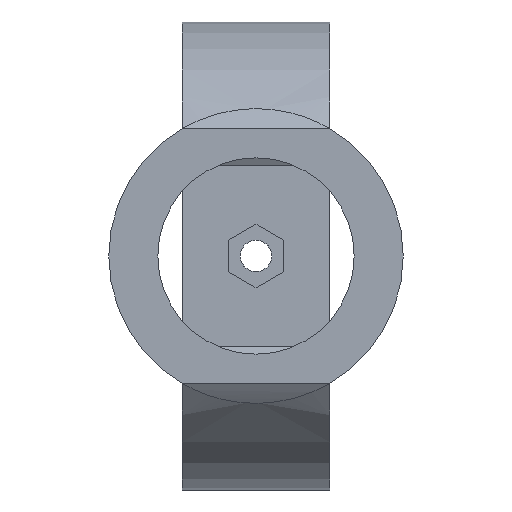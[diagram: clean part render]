
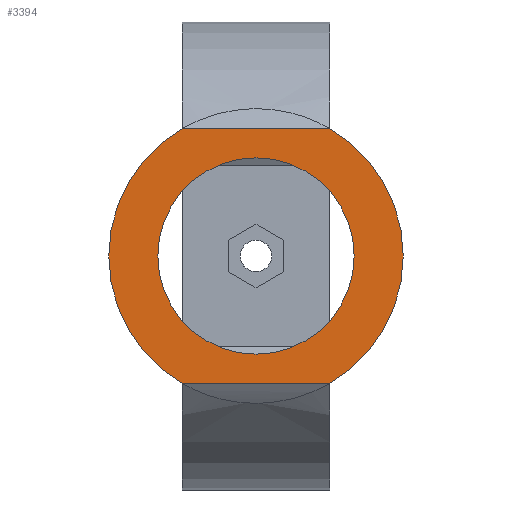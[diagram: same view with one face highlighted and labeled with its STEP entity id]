
A CAD part, left-side view. The second image highlights one B-rep face of the part: STEP entity #3394.
In plain terms, the highlighted planar face has unit normal (-1, 0, 0).
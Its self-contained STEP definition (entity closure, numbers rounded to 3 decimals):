
#22 = VERTEX_POINT('',#23);
#23 = CARTESIAN_POINT('',(-20.,7.5,-12.99));
#76 = CYLINDRICAL_SURFACE('',#77,15.);
#77 = AXIS2_PLACEMENT_3D('',#78,#79,#80);
#78 = CARTESIAN_POINT('',(-20.,0.,0.));
#79 = DIRECTION('',(1.,0.,0.));
#80 = DIRECTION('',(0.,1.,0.));
#514 = VERTEX_POINT('',#515);
#515 = CARTESIAN_POINT('',(-20.,7.5,12.99));
#529 = CYLINDRICAL_SURFACE('',#530,15.);
#530 = AXIS2_PLACEMENT_3D('',#531,#532,#533);
#531 = CARTESIAN_POINT('',(-20.,0.,0.)
  );
#532 = DIRECTION('',(1.,0.,0.));
#533 = DIRECTION('',(0.,1.,0.));
#575 = VERTEX_POINT('',#576);
#576 = CARTESIAN_POINT('',(-20.,-7.5,-12.99));
#628 = CYLINDRICAL_SURFACE('',#629,23.848);
#629 = AXIS2_PLACEMENT_3D('',#630,#631,#632);
#630 = CARTESIAN_POINT('',(0.,-7.5,0.));
#631 = DIRECTION('',(0.,-1.,0.));
#632 = DIRECTION('',(1.,0.,0.));
#1181 = VERTEX_POINT('',#1182);
#1182 = CARTESIAN_POINT('',(-20.,-7.5,12.99));
#1259 = CYLINDRICAL_SURFACE('',#1260,23.848);
#1260 = AXIS2_PLACEMENT_3D('',#1261,#1262,#1263);
#1261 = CARTESIAN_POINT('',(0.,-7.5,0.));
#1262 = DIRECTION('',(0.,-1.,0.));
#1263 = DIRECTION('',(1.,0.,0.));
#1355 = VERTEX_POINT('',#1356);
#1356 = CARTESIAN_POINT('',(-20.,15.,0.));
#1376 = EDGE_CURVE('',#1355,#514,#1377,.T.);
#1377 = SURFACE_CURVE('',#1378,(#1383,#1389),.PCURVE_S1.);
#1378 = CIRCLE('',#1379,15.);
#1379 = AXIS2_PLACEMENT_3D('',#1380,#1381,#1382);
#1380 = CARTESIAN_POINT('',(-20.,0.,0.)
  );
#1381 = DIRECTION('',(1.,0.,0.));
#1382 = DIRECTION('',(0.,1.,0.));
#1383 = PCURVE('',#529,#1384);
#1384 = DEFINITIONAL_REPRESENTATION('',(#1385),#1388);
#1385 = B_SPLINE_CURVE_WITH_KNOTS('',1,(#1386,#1387),.UNSPECIFIED.,.F.,
  .F.,(2,2),(0.,1.047),.PIECEWISE_BEZIER_KNOTS.);
#1386 = CARTESIAN_POINT('',(0.,0.));
#1387 = CARTESIAN_POINT('',(1.047,0.));
#1388 = ( GEOMETRIC_REPRESENTATION_CONTEXT(2) 
PARAMETRIC_REPRESENTATION_CONTEXT() REPRESENTATION_CONTEXT('2D SPACE',''
  ) );
#1389 = PCURVE('',#1390,#1395);
#1390 = PLANE('',#1391);
#1391 = AXIS2_PLACEMENT_3D('',#1392,#1393,#1394);
#1392 = CARTESIAN_POINT('',(-20.,0.,0.)
  );
#1393 = DIRECTION('',(1.,0.,0.));
#1394 = DIRECTION('',(0.,1.,0.));
#1395 = DEFINITIONAL_REPRESENTATION('',(#1396),#1400);
#1396 = CIRCLE('',#1397,15.);
#1397 = AXIS2_PLACEMENT_2D('',#1398,#1399);
#1398 = CARTESIAN_POINT('',(0.,0.));
#1399 = DIRECTION('',(1.,0.));
#1400 = ( GEOMETRIC_REPRESENTATION_CONTEXT(2) 
PARAMETRIC_REPRESENTATION_CONTEXT() REPRESENTATION_CONTEXT('2D SPACE',''
  ) );
#2952 = EDGE_CURVE('',#22,#1355,#2953,.T.);
#2953 = SURFACE_CURVE('',#2954,(#2959,#2965),.PCURVE_S1.);
#2954 = CIRCLE('',#2955,15.);
#2955 = AXIS2_PLACEMENT_3D('',#2956,#2957,#2958);
#2956 = CARTESIAN_POINT('',(-20.,0.,0.)
  );
#2957 = DIRECTION('',(1.,0.,0.));
#2958 = DIRECTION('',(0.,1.,0.));
#2959 = PCURVE('',#76,#2960);
#2960 = DEFINITIONAL_REPRESENTATION('',(#2961),#2964);
#2961 = B_SPLINE_CURVE_WITH_KNOTS('',1,(#2962,#2963),.UNSPECIFIED.,.F.,
  .F.,(2,2),(5.236,6.283),.PIECEWISE_BEZIER_KNOTS.);
#2962 = CARTESIAN_POINT('',(5.236,0.));
#2963 = CARTESIAN_POINT('',(6.283,0.));
#2964 = ( GEOMETRIC_REPRESENTATION_CONTEXT(2) 
PARAMETRIC_REPRESENTATION_CONTEXT() REPRESENTATION_CONTEXT('2D SPACE',''
  ) );
#2965 = PCURVE('',#1390,#2966);
#2966 = DEFINITIONAL_REPRESENTATION('',(#2967),#2971);
#2967 = CIRCLE('',#2968,15.);
#2968 = AXIS2_PLACEMENT_2D('',#2969,#2970);
#2969 = CARTESIAN_POINT('',(0.,0.));
#2970 = DIRECTION('',(1.,0.));
#2971 = ( GEOMETRIC_REPRESENTATION_CONTEXT(2) 
PARAMETRIC_REPRESENTATION_CONTEXT() REPRESENTATION_CONTEXT('2D SPACE',''
  ) );
#3000 = EDGE_CURVE('',#22,#575,#3001,.T.);
#3001 = SURFACE_CURVE('',#3002,(#3006,#3012),.PCURVE_S1.);
#3002 = LINE('',#3003,#3004);
#3003 = CARTESIAN_POINT('',(-20.,7.5,-12.99));
#3004 = VECTOR('',#3005,1.);
#3005 = DIRECTION('',(0.,-1.,0.));
#3006 = PCURVE('',#628,#3007);
#3007 = DEFINITIONAL_REPRESENTATION('',(#3008),#3011);
#3008 = B_SPLINE_CURVE_WITH_KNOTS('',1,(#3009,#3010),.UNSPECIFIED.,.F.,
  .F.,(2,2),(0.,15.),.PIECEWISE_BEZIER_KNOTS.);
#3009 = CARTESIAN_POINT('',(3.718,-15.));
#3010 = CARTESIAN_POINT('',(3.718,0.));
#3011 = ( GEOMETRIC_REPRESENTATION_CONTEXT(2) 
PARAMETRIC_REPRESENTATION_CONTEXT() REPRESENTATION_CONTEXT('2D SPACE',''
  ) );
#3012 = PCURVE('',#1390,#3013);
#3013 = DEFINITIONAL_REPRESENTATION('',(#3014),#3018);
#3014 = LINE('',#3015,#3016);
#3015 = CARTESIAN_POINT('',(7.5,-12.99));
#3016 = VECTOR('',#3017,1.);
#3017 = DIRECTION('',(-1.,0.));
#3018 = ( GEOMETRIC_REPRESENTATION_CONTEXT(2) 
PARAMETRIC_REPRESENTATION_CONTEXT() REPRESENTATION_CONTEXT('2D SPACE',''
  ) );
#3038 = CYLINDRICAL_SURFACE('',#3039,15.);
#3039 = AXIS2_PLACEMENT_3D('',#3040,#3041,#3042);
#3040 = CARTESIAN_POINT('',(-20.,0.,0.)
  );
#3041 = DIRECTION('',(1.,0.,0.));
#3042 = DIRECTION('',(0.,1.,0.));
#3318 = EDGE_CURVE('',#514,#1181,#3319,.T.);
#3319 = SURFACE_CURVE('',#3320,(#3324,#3330),.PCURVE_S1.);
#3320 = LINE('',#3321,#3322);
#3321 = CARTESIAN_POINT('',(-20.,7.5,12.99));
#3322 = VECTOR('',#3323,1.);
#3323 = DIRECTION('',(0.,-1.,0.));
#3324 = PCURVE('',#1259,#3325);
#3325 = DEFINITIONAL_REPRESENTATION('',(#3326),#3329);
#3326 = B_SPLINE_CURVE_WITH_KNOTS('',1,(#3327,#3328),.UNSPECIFIED.,.F.,
  .F.,(2,2),(0.,15.),.PIECEWISE_BEZIER_KNOTS.);
#3327 = CARTESIAN_POINT('',(2.566,-15.));
#3328 = CARTESIAN_POINT('',(2.566,0.));
#3329 = ( GEOMETRIC_REPRESENTATION_CONTEXT(2) 
PARAMETRIC_REPRESENTATION_CONTEXT() REPRESENTATION_CONTEXT('2D SPACE',''
  ) );
#3330 = PCURVE('',#1390,#3331);
#3331 = DEFINITIONAL_REPRESENTATION('',(#3332),#3336);
#3332 = LINE('',#3333,#3334);
#3333 = CARTESIAN_POINT('',(7.5,12.99));
#3334 = VECTOR('',#3335,1.);
#3335 = DIRECTION('',(-1.,0.));
#3336 = ( GEOMETRIC_REPRESENTATION_CONTEXT(2) 
PARAMETRIC_REPRESENTATION_CONTEXT() REPRESENTATION_CONTEXT('2D SPACE',''
  ) );
#3362 = CONICAL_SURFACE('',#3363,10.,0.709);
#3363 = AXIS2_PLACEMENT_3D('',#3364,#3365,#3366);
#3364 = CARTESIAN_POINT('',(-20.,0.,0.)
  );
#3365 = DIRECTION('',(1.,0.,0.));
#3366 = DIRECTION('',(0.,1.,0.));
#3394 = ADVANCED_FACE('',(#3395,#3422),#1390,.F.);
#3395 = FACE_BOUND('',#3396,.F.);
#3396 = EDGE_LOOP('',(#3397,#3398,#3399,#3400,#3421));
#3397 = ORIENTED_EDGE('',*,*,#2952,.T.);
#3398 = ORIENTED_EDGE('',*,*,#1376,.T.);
#3399 = ORIENTED_EDGE('',*,*,#3318,.T.);
#3400 = ORIENTED_EDGE('',*,*,#3401,.T.);
#3401 = EDGE_CURVE('',#1181,#575,#3402,.T.);
#3402 = SURFACE_CURVE('',#3403,(#3408,#3415),.PCURVE_S1.);
#3403 = CIRCLE('',#3404,15.);
#3404 = AXIS2_PLACEMENT_3D('',#3405,#3406,#3407);
#3405 = CARTESIAN_POINT('',(-20.,0.,0.)
  );
#3406 = DIRECTION('',(1.,0.,0.));
#3407 = DIRECTION('',(0.,1.,0.));
#3408 = PCURVE('',#1390,#3409);
#3409 = DEFINITIONAL_REPRESENTATION('',(#3410),#3414);
#3410 = CIRCLE('',#3411,15.);
#3411 = AXIS2_PLACEMENT_2D('',#3412,#3413);
#3412 = CARTESIAN_POINT('',(0.,0.));
#3413 = DIRECTION('',(1.,0.));
#3414 = ( GEOMETRIC_REPRESENTATION_CONTEXT(2) 
PARAMETRIC_REPRESENTATION_CONTEXT() REPRESENTATION_CONTEXT('2D SPACE',''
  ) );
#3415 = PCURVE('',#3038,#3416);
#3416 = DEFINITIONAL_REPRESENTATION('',(#3417),#3420);
#3417 = B_SPLINE_CURVE_WITH_KNOTS('',1,(#3418,#3419),.UNSPECIFIED.,.F.,
  .F.,(2,2),(2.094,4.189),.PIECEWISE_BEZIER_KNOTS.);
#3418 = CARTESIAN_POINT('',(2.094,0.));
#3419 = CARTESIAN_POINT('',(4.189,0.));
#3420 = ( GEOMETRIC_REPRESENTATION_CONTEXT(2) 
PARAMETRIC_REPRESENTATION_CONTEXT() REPRESENTATION_CONTEXT('2D SPACE',''
  ) );
#3421 = ORIENTED_EDGE('',*,*,#3000,.F.);
#3422 = FACE_BOUND('',#3423,.F.);
#3423 = EDGE_LOOP('',(#3424));
#3424 = ORIENTED_EDGE('',*,*,#3425,.F.);
#3425 = EDGE_CURVE('',#3426,#3426,#3428,.T.);
#3426 = VERTEX_POINT('',#3427);
#3427 = CARTESIAN_POINT('',(-20.,10.,0.));
#3428 = SURFACE_CURVE('',#3429,(#3434,#3441),.PCURVE_S1.);
#3429 = CIRCLE('',#3430,10.);
#3430 = AXIS2_PLACEMENT_3D('',#3431,#3432,#3433);
#3431 = CARTESIAN_POINT('',(-20.,0.,0.)
  );
#3432 = DIRECTION('',(1.,0.,0.));
#3433 = DIRECTION('',(0.,1.,0.));
#3434 = PCURVE('',#1390,#3435);
#3435 = DEFINITIONAL_REPRESENTATION('',(#3436),#3440);
#3436 = CIRCLE('',#3437,10.);
#3437 = AXIS2_PLACEMENT_2D('',#3438,#3439);
#3438 = CARTESIAN_POINT('',(0.,0.));
#3439 = DIRECTION('',(1.,0.));
#3440 = ( GEOMETRIC_REPRESENTATION_CONTEXT(2) 
PARAMETRIC_REPRESENTATION_CONTEXT() REPRESENTATION_CONTEXT('2D SPACE',''
  ) );
#3441 = PCURVE('',#3362,#3442);
#3442 = DEFINITIONAL_REPRESENTATION('',(#3443),#3446);
#3443 = B_SPLINE_CURVE_WITH_KNOTS('',1,(#3444,#3445),.UNSPECIFIED.,.F.,
  .F.,(2,2),(0.,6.283),.PIECEWISE_BEZIER_KNOTS.);
#3444 = CARTESIAN_POINT('',(0.,0.));
#3445 = CARTESIAN_POINT('',(6.283,0.));
#3446 = ( GEOMETRIC_REPRESENTATION_CONTEXT(2) 
PARAMETRIC_REPRESENTATION_CONTEXT() REPRESENTATION_CONTEXT('2D SPACE',''
  ) );
